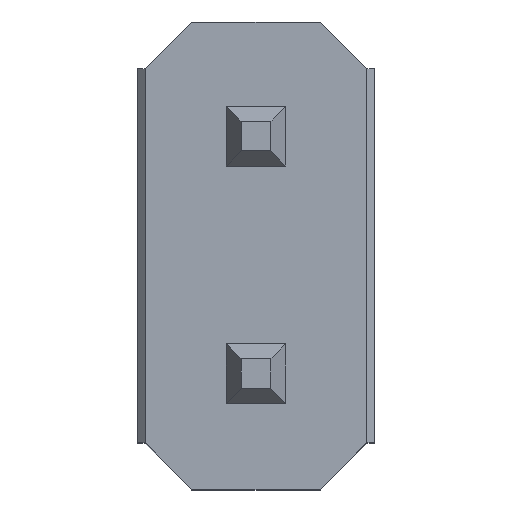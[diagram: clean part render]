
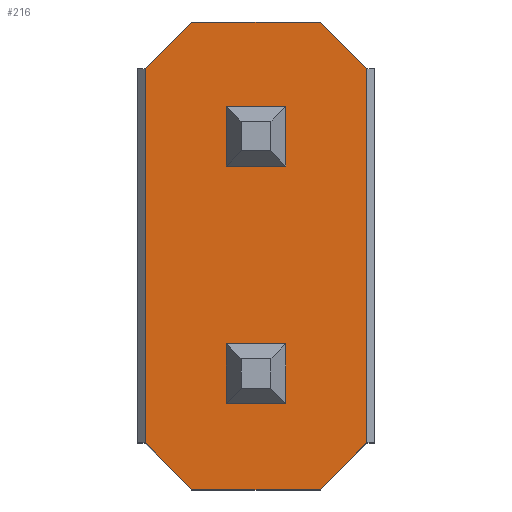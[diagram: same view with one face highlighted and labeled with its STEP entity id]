
A CAD part, top view. The second image highlights one B-rep face of the part: STEP entity #216.
In plain terms, the highlighted planar face has unit normal (0, 0, 1).
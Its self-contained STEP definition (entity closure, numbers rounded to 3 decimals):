
#216=ADVANCED_FACE('',(#536),#538,.T.);
#536=FACE_BOUND('',#537,.T.);
#537=EDGE_LOOP('',(#782,#783,#784,#785,#786,#787,#788,#789));
#538=PLANE('',#539);
#539=AXIS2_PLACEMENT_3D('',#540,#541,#542);
#540=CARTESIAN_POINT('',(0.,0.,2.5));
#541=DIRECTION('',(0.,0.,1.));
#542=DIRECTION('',(1.,0.,0.));
#782=ORIENTED_EDGE('',*,*,#934,.T.);
#783=ORIENTED_EDGE('',*,*,#935,.T.);
#784=ORIENTED_EDGE('',*,*,#936,.T.);
#785=ORIENTED_EDGE('',*,*,#937,.T.);
#786=ORIENTED_EDGE('',*,*,#938,.T.);
#787=ORIENTED_EDGE('',*,*,#939,.T.);
#788=ORIENTED_EDGE('',*,*,#940,.T.);
#789=ORIENTED_EDGE('',*,*,#941,.T.);
#934=EDGE_CURVE('',#1018,#1019,#1020,.F.);
#935=EDGE_CURVE('',#1019,#1021,#1022,.T.);
#936=EDGE_CURVE('',#1021,#1023,#1024,.T.);
#937=EDGE_CURVE('',#1023,#1025,#1026,.T.);
#938=EDGE_CURVE('',#1025,#1027,#1028,.F.);
#939=EDGE_CURVE('',#1027,#1029,#1030,.T.);
#940=EDGE_CURVE('',#1029,#1031,#1032,.T.);
#941=EDGE_CURVE('',#1031,#1018,#1033,.T.);
#1018=VERTEX_POINT('',#1154);
#1019=VERTEX_POINT('',#1155);
#1020=LINE('',#1156,#1157);
#1021=VERTEX_POINT('',#1159);
#1022=LINE('',#1160,#1161);
#1023=VERTEX_POINT('',#1163);
#1024=LINE('',#1164,#1165);
#1025=VERTEX_POINT('',#1167);
#1026=LINE('',#1168,#1169);
#1027=VERTEX_POINT('',#1171);
#1028=LINE('',#1172,#1173);
#1029=VERTEX_POINT('',#1175);
#1030=LINE('',#1176,#1177);
#1031=VERTEX_POINT('',#1179);
#1032=LINE('',#1180,#1181);
#1033=LINE('',#1183,#1184);
#1154=CARTESIAN_POINT('',(1.185,-0.73,2.5));
#1155=CARTESIAN_POINT('',(1.185,3.27,2.5));
#1156=CARTESIAN_POINT('',(1.185,3.27,2.5));
#1157=VECTOR('',#1158,1.);
#1158=DIRECTION('',(0.,-1.,0.));
#1159=CARTESIAN_POINT('',(0.685,3.77,2.5));
#1160=CARTESIAN_POINT('',(1.185,3.27,2.5));
#1161=VECTOR('',#1162,1.);
#1162=DIRECTION('',(-0.707,0.707,0.));
#1163=CARTESIAN_POINT('',(-0.685,3.77,2.5));
#1164=CARTESIAN_POINT('',(0.685,3.77,2.5));
#1165=VECTOR('',#1166,1.);
#1166=DIRECTION('',(-1.,0.,0.));
#1167=CARTESIAN_POINT('',(-1.185,3.27,2.5));
#1168=CARTESIAN_POINT('',(-0.685,3.77,2.5));
#1169=VECTOR('',#1170,1.);
#1170=DIRECTION('',(-0.707,-0.707,0.));
#1171=CARTESIAN_POINT('',(-1.185,-0.73,2.5));
#1172=CARTESIAN_POINT('',(-1.185,-0.73,2.5));
#1173=VECTOR('',#1174,1.);
#1174=DIRECTION('',(0.,1.,0.));
#1175=CARTESIAN_POINT('',(-0.685,-1.23,2.5));
#1176=CARTESIAN_POINT('',(-1.185,-0.73,2.5));
#1177=VECTOR('',#1178,1.);
#1178=DIRECTION('',(0.707,-0.707,0.));
#1179=CARTESIAN_POINT('',(0.685,-1.23,2.5));
#1180=CARTESIAN_POINT('',(-0.685,-1.23,2.5));
#1181=VECTOR('',#1182,1.);
#1182=DIRECTION('',(1.,0.,0.));
#1183=CARTESIAN_POINT('',(0.685,-1.23,2.5));
#1184=VECTOR('',#1185,1.);
#1185=DIRECTION('',(0.707,0.707,0.));
